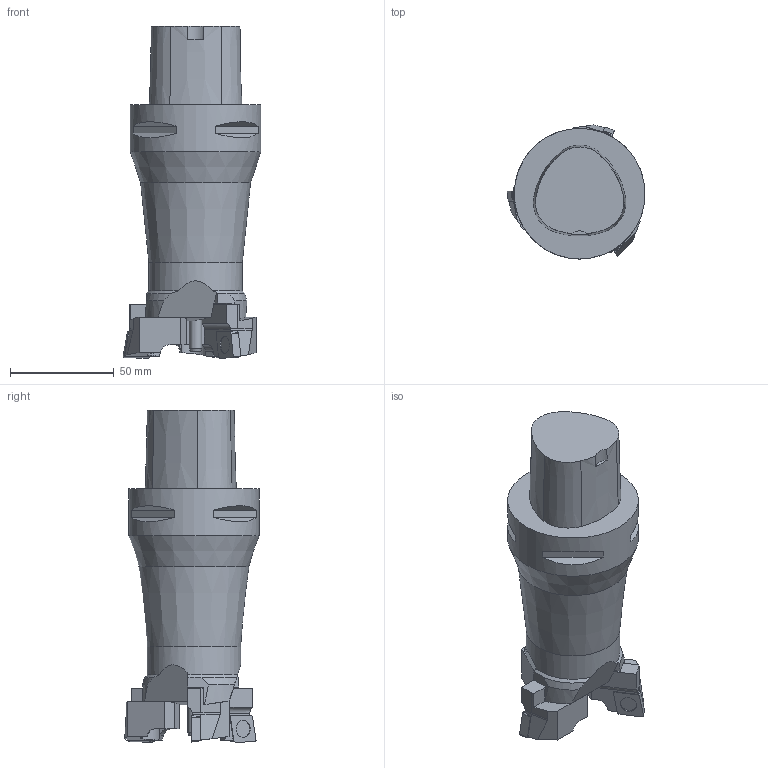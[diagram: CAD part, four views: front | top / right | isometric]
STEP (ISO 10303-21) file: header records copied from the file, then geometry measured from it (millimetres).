
FILE_DESCRIPTION(/* description */ (''),/* implementation_level */ '2;1');
FILE_NAME(/* name */ '1566371733562.stp',/* time_stamp */ '2019-08-21T09:15:41+02:00',/* author */ (''),/* organization */ ('SMS'),/* preprocessor_version */ 'ST-DEVELOPER v16.7',/* originating_system */ 'SIEMENS PLM Software NX 12.0',/* authorisation */ '');
FILE_SCHEMA (('AUTOMOTIVE_DESIGN { 1 0 10303 214 3 1 1 1 }'));
Length unit declared in the file: millimetre
Products named in the file (7): IsoTurningInsert; ASSEMBLY_CONSTRUCTION; 201011655mod000_00; 200955601mod000_01; 201011657mod000_01; 201073076mod000_01
Assembly tree (8 placements, depth 3):
  201073076mod000_01
    200955601mod000_01
    201011657mod000_01  x3
      201011655mod000_00
      ASSEMBLY_CONSTRUCTION
      IsoTurningInsert
    ASSEMBLY_CONSTRUCTION
Bounding box: 66.47 x 64.87 x 160 mm (x, y, z)
Volume: 296499.2 mm3; surface area: 39585 mm2
Topology: 7 solids, 7 shells, 213 faces, 559 edges, 394 vertices
Faces by surface type: plane 131, cylinder 34, cone 33, torus 12, extrusion 3
Full cylindrical faces by diameter (mm): 5.5 x6, 6.008 x1, 45 x1, 63 x1
Entity records: 3648 total; most frequent: CARTESIAN_POINT 704, DIRECTION 591, ORIENTED_EDGE 522, EDGE_CURVE 261, AXIS2_PLACEMENT_3D 219, VERTEX_POINT 179, VECTOR 153, LINE 152
